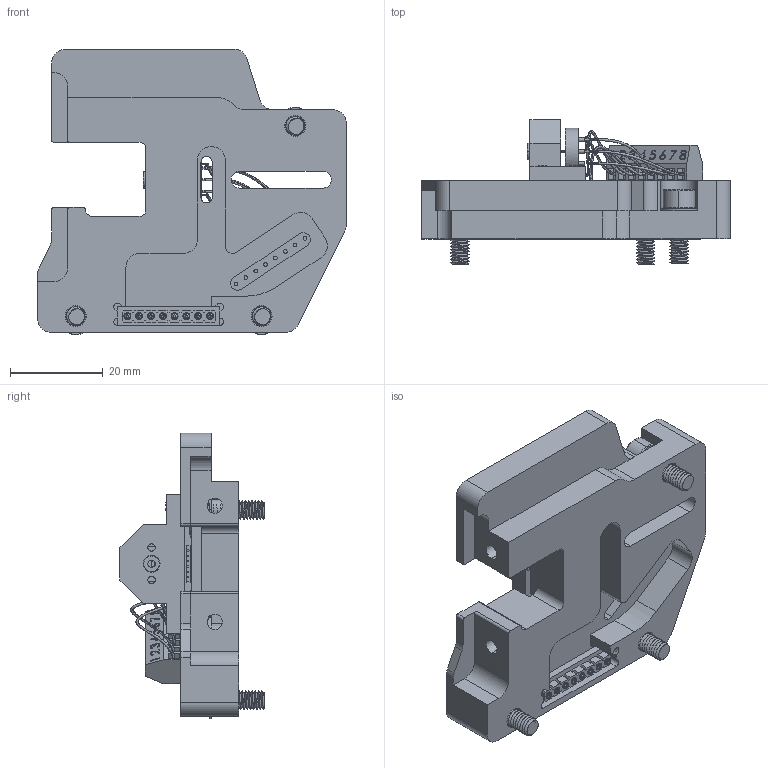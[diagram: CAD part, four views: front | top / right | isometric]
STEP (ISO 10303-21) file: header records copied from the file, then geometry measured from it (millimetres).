
FILE_DESCRIPTION (( 'STEP AP214' ), '1' );
FILE_NAME ('21454-E0W.STEP', '2010-08-12T22:40:28', ( 'User' ), ( 'Thorlabs' ), 'SwSTEP 2.0', 'SolidWorks 2009', '' );
FILE_SCHEMA (( 'AUTOMOTIVE_DESIGN' ));
Length unit declared in the file: millimetre
Products named in the file (1): 21454-E0W
Bounding box: 66.45 x 31 x 61.45 mm (x, y, z)
Surface area: 17935.8 mm2 (no closed solid volume)
Topology: 0 solids, 56 shells, 981 faces, 3619 edges, 2684 vertices
Faces by surface type: cylinder 527, plane 314, torus 48, cone 41, bspline 35, sphere 16
Entity records: 73379 total; most frequent: CARTESIAN_POINT 33904, ORIENTED_EDGE 5802, DIRECTION 5442, EDGE_CURVE 3619, VERTEX_POINT 2684, LINE 1932, VECTOR 1932, AXIS2_PLACEMENT_3D 1755
